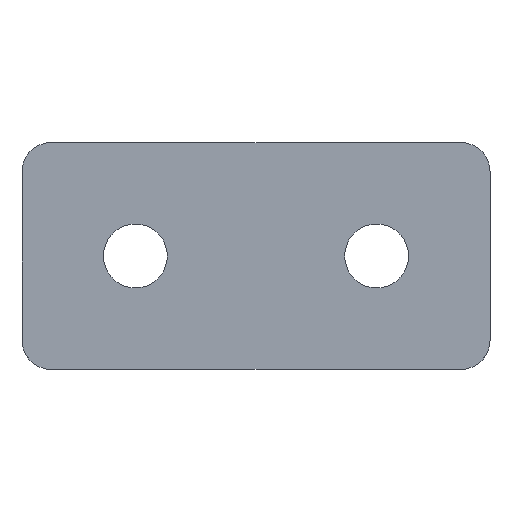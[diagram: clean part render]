
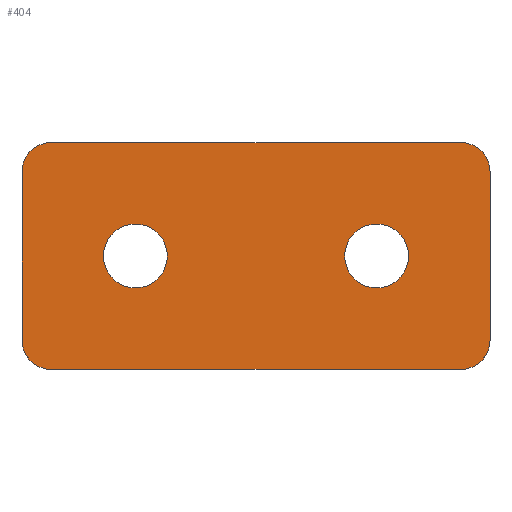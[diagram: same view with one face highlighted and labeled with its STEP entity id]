
A CAD part, top view. The second image highlights one B-rep face of the part: STEP entity #404.
In plain terms, the highlighted planar face has unit normal (0, 0, 1).
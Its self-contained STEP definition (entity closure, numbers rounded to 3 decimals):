
#9 = CIRCLE ( 'NONE', #200, 2.4 ) ;
#11 = ORIENTED_EDGE ( 'NONE', *, *, #253, .F. ) ;
#23 = DIRECTION ( 'NONE',  ( 1., 0., 0. ) ) ;
#24 = CARTESIAN_POINT ( 'NONE',  ( 30., 10., 2.5 ) ) ;
#25 = DIRECTION ( 'NONE',  ( 0., -1., 0. ) ) ;
#26 = ORIENTED_EDGE ( 'NONE', *, *, #218, .T. ) ;
#28 = EDGE_CURVE ( 'NONE', #60, #90, #257, .T. ) ;
#37 = VERTEX_POINT ( 'NONE', #385 ) ;
#39 = EDGE_CURVE ( 'NONE', #335, #446, #96, .T. ) ;
#49 = CARTESIAN_POINT ( 'NONE',  ( 39.4, 17., 2.5 ) ) ;
#52 = CIRCLE ( 'NONE', #93, 2.4 ) ;
#55 = CARTESIAN_POINT ( 'NONE',  ( 0.6, 17., 2.5 ) ) ;
#60 = VERTEX_POINT ( 'NONE', #55 ) ;
#68 = AXIS2_PLACEMENT_3D ( 'NONE', #250, #363, #281 ) ;
#69 = VECTOR ( 'NONE', #402, 1000. ) ;
#76 = DIRECTION ( 'NONE',  ( 0., 0., 1. ) ) ;
#82 = CARTESIAN_POINT ( 'NONE',  ( 27.35, 10., 2.5 ) ) ;
#85 = DIRECTION ( 'NONE',  ( 0., 0., 1. ) ) ;
#90 = VERTEX_POINT ( 'NONE', #186 ) ;
#93 = AXIS2_PLACEMENT_3D ( 'NONE', #380, #85, #461 ) ;
#96 = CIRCLE ( 'NONE', #230, 2.4 ) ;
#97 = VERTEX_POINT ( 'NONE', #82 ) ;
#100 = PLANE ( 'NONE',  #105 ) ;
#105 = AXIS2_PLACEMENT_3D ( 'NONE', #225, #506, #467 ) ;
#107 = FACE_OUTER_BOUND ( 'NONE', #353, .T. ) ;
#117 = DIRECTION ( 'NONE',  ( 0., 0., 1. ) ) ;
#121 = EDGE_LOOP ( 'NONE', ( #11, #215 ) ) ;
#127 = ORIENTED_EDGE ( 'NONE', *, *, #513, .T. ) ;
#131 = CARTESIAN_POINT ( 'NONE',  ( 3., 17., 2.5 ) ) ;
#132 = FACE_BOUND ( 'NONE', #121, .T. ) ;
#135 = EDGE_LOOP ( 'NONE', ( #508, #487 ) ) ;
#138 = CARTESIAN_POINT ( 'NONE',  ( 37., 19.4, 2.5 ) ) ;
#142 = CARTESIAN_POINT ( 'NONE',  ( 0.6, 17., 2.5 ) ) ;
#143 = VERTEX_POINT ( 'NONE', #394 ) ;
#165 = DIRECTION ( 'NONE',  ( 1., 0., 0. ) ) ;
#167 = CIRCLE ( 'NONE', #302, 2.4 ) ;
#173 = EDGE_CURVE ( 'NONE', #236, #482, #434, .T. ) ;
#186 = CARTESIAN_POINT ( 'NONE',  ( 0.6, 3., 2.5 ) ) ;
#191 = AXIS2_PLACEMENT_3D ( 'NONE', #520, #117, #351 ) ;
#198 = VERTEX_POINT ( 'NONE', #490 ) ;
#200 = AXIS2_PLACEMENT_3D ( 'NONE', #212, #452, #323 ) ;
#204 = CARTESIAN_POINT ( 'NONE',  ( 37., 17., 2.5 ) ) ;
#207 = CARTESIAN_POINT ( 'NONE',  ( 7.35, 10., 2.5 ) ) ;
#212 = CARTESIAN_POINT ( 'NONE',  ( 3., 3., 2.5 ) ) ;
#215 = ORIENTED_EDGE ( 'NONE', *, *, #516, .F. ) ;
#218 = EDGE_CURVE ( 'NONE', #37, #60, #167, .T. ) ;
#225 = CARTESIAN_POINT ( 'NONE',  ( 0., 0., 2.5 ) ) ;
#229 = ORIENTED_EDGE ( 'NONE', *, *, #251, .T. ) ;
#230 = AXIS2_PLACEMENT_3D ( 'NONE', #204, #76, #165 ) ;
#234 = ORIENTED_EDGE ( 'NONE', *, *, #173, .T. ) ;
#235 = CIRCLE ( 'NONE', #191, 2.65 ) ;
#236 = VERTEX_POINT ( 'NONE', #336 ) ;
#245 = DIRECTION ( 'NONE',  ( 0., 1., 0. ) ) ;
#250 = CARTESIAN_POINT ( 'NONE',  ( 10., 10., 2.5 ) ) ;
#251 = EDGE_CURVE ( 'NONE', #446, #37, #365, .T. ) ;
#253 = EDGE_CURVE ( 'NONE', #519, #143, #268, .T. ) ;
#254 = DIRECTION ( 'NONE',  ( 1., 0., 0. ) ) ;
#256 = FACE_BOUND ( 'NONE', #135, .T. ) ;
#257 = LINE ( 'NONE', #142, #296 ) ;
#259 = AXIS2_PLACEMENT_3D ( 'NONE', #495, #456, #254 ) ;
#268 = CIRCLE ( 'NONE', #259, 2.65 ) ;
#273 = EDGE_CURVE ( 'NONE', #482, #477, #52, .T. ) ;
#281 = DIRECTION ( 'NONE',  ( 1., 0., 0. ) ) ;
#285 = CARTESIAN_POINT ( 'NONE',  ( 39.4, 3., 2.5 ) ) ;
#291 = DIRECTION ( 'NONE',  ( -1., 0., 0. ) ) ;
#296 = VECTOR ( 'NONE', #25, 1000. ) ;
#302 = AXIS2_PLACEMENT_3D ( 'NONE', #131, #420, #369 ) ;
#304 = DIRECTION ( 'NONE',  ( 0., 0., 1. ) ) ;
#310 = CIRCLE ( 'NONE', #68, 2.65 ) ;
#315 = ORIENTED_EDGE ( 'NONE', *, *, #483, .T. ) ;
#323 = DIRECTION ( 'NONE',  ( 1., 0., 0. ) ) ;
#326 = ORIENTED_EDGE ( 'NONE', *, *, #39, .T. ) ;
#332 = CIRCLE ( 'NONE', #494, 2.65 ) ;
#335 = VERTEX_POINT ( 'NONE', #49 ) ;
#336 = CARTESIAN_POINT ( 'NONE',  ( 3., 0.6, 2.5 ) ) ;
#339 = LINE ( 'NONE', #450, #433 ) ;
#346 = EDGE_CURVE ( 'NONE', #198, #97, #332, .T. ) ;
#351 = DIRECTION ( 'NONE',  ( 1., 0., 0. ) ) ;
#353 = EDGE_LOOP ( 'NONE', ( #26, #417, #315, #234, #471, #127, #326, #229 ) ) ;
#359 = CARTESIAN_POINT ( 'NONE',  ( 3., 0.6, 2.5 ) ) ;
#363 = DIRECTION ( 'NONE',  ( 0., 0., 1. ) ) ;
#365 = LINE ( 'NONE', #503, #515 ) ;
#369 = DIRECTION ( 'NONE',  ( 1., 0., 0. ) ) ;
#380 = CARTESIAN_POINT ( 'NONE',  ( 37., 3., 2.5 ) ) ;
#383 = CARTESIAN_POINT ( 'NONE',  ( 37., 0.6, 2.5 ) ) ;
#385 = CARTESIAN_POINT ( 'NONE',  ( 3., 19.4, 2.5 ) ) ;
#394 = CARTESIAN_POINT ( 'NONE',  ( 12.65, 10., 2.5 ) ) ;
#402 = DIRECTION ( 'NONE',  ( 1., 0., 0. ) ) ;
#404 = ADVANCED_FACE ( 'NONE', ( #256, #132, #107 ), #100, .F. ) ;
#417 = ORIENTED_EDGE ( 'NONE', *, *, #28, .T. ) ;
#420 = DIRECTION ( 'NONE',  ( 0., 0., 1. ) ) ;
#433 = VECTOR ( 'NONE', #245, 1000. ) ;
#434 = LINE ( 'NONE', #359, #69 ) ;
#446 = VERTEX_POINT ( 'NONE', #138 ) ;
#450 = CARTESIAN_POINT ( 'NONE',  ( 39.4, 3., 2.5 ) ) ;
#452 = DIRECTION ( 'NONE',  ( 0., 0., 1. ) ) ;
#455 = EDGE_CURVE ( 'NONE', #97, #198, #235, .T. ) ;
#456 = DIRECTION ( 'NONE',  ( 0., 0., 1. ) ) ;
#461 = DIRECTION ( 'NONE',  ( 1., 0., 0. ) ) ;
#467 = DIRECTION ( 'NONE',  ( -1., 0., 0. ) ) ;
#471 = ORIENTED_EDGE ( 'NONE', *, *, #273, .T. ) ;
#477 = VERTEX_POINT ( 'NONE', #285 ) ;
#482 = VERTEX_POINT ( 'NONE', #383 ) ;
#483 = EDGE_CURVE ( 'NONE', #90, #236, #9, .T. ) ;
#487 = ORIENTED_EDGE ( 'NONE', *, *, #346, .F. ) ;
#490 = CARTESIAN_POINT ( 'NONE',  ( 32.65, 10., 2.5 ) ) ;
#494 = AXIS2_PLACEMENT_3D ( 'NONE', #24, #304, #23 ) ;
#495 = CARTESIAN_POINT ( 'NONE',  ( 10., 10., 2.5 ) ) ;
#503 = CARTESIAN_POINT ( 'NONE',  ( 37., 19.4, 2.5 ) ) ;
#506 = DIRECTION ( 'NONE',  ( 0., 0., -1. ) ) ;
#508 = ORIENTED_EDGE ( 'NONE', *, *, #455, .F. ) ;
#513 = EDGE_CURVE ( 'NONE', #477, #335, #339, .T. ) ;
#515 = VECTOR ( 'NONE', #291, 1000. ) ;
#516 = EDGE_CURVE ( 'NONE', #143, #519, #310, .T. ) ;
#519 = VERTEX_POINT ( 'NONE', #207 ) ;
#520 = CARTESIAN_POINT ( 'NONE',  ( 30., 10., 2.5 ) ) ;
